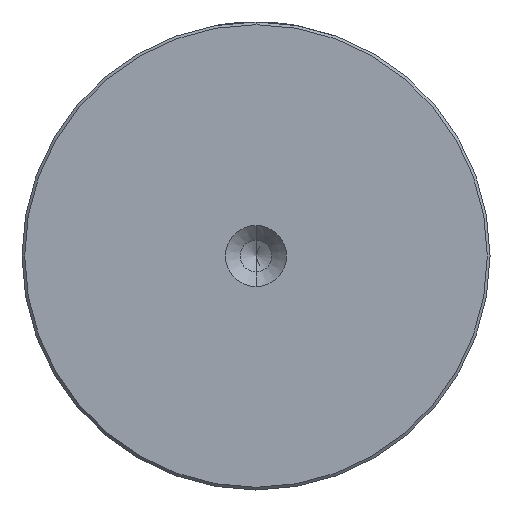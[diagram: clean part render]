
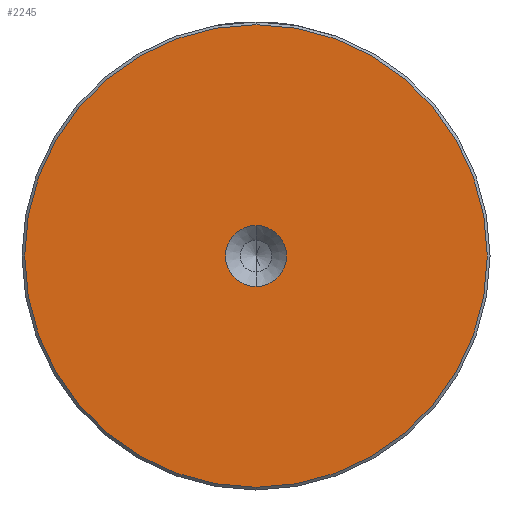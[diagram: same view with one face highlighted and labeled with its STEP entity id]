
A CAD part, left-side view. The second image highlights one B-rep face of the part: STEP entity #2245.
In plain terms, the highlighted planar face has unit normal (-1, 0, 0).
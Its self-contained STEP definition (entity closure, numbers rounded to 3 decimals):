
#79 = DIRECTION ( 'NONE',  ( -1., 0., 0. ) ) ;
#99 = DIRECTION ( 'NONE',  ( -1., 0., 0. ) ) ;
#108 = CIRCLE ( 'NONE', #1779, 42.5 ) ;
#116 = CARTESIAN_POINT ( 'NONE',  ( 0., 0., 0. ) ) ;
#119 = CARTESIAN_POINT ( 'NONE',  ( 0., 0., 0. ) ) ;
#207 = VERTEX_POINT ( 'NONE', #2152 ) ;
#331 = CARTESIAN_POINT ( 'NONE',  ( 0., 0., 42.5 ) ) ;
#335 = DIRECTION ( 'NONE',  ( 0., 0., 1. ) ) ;
#342 = CARTESIAN_POINT ( 'NONE',  ( 0., 0., 0. ) ) ;
#428 = FACE_OUTER_BOUND ( 'NONE', #1444, .T. ) ;
#534 = AXIS2_PLACEMENT_3D ( 'NONE', #342, #2116, #934 ) ;
#809 = CARTESIAN_POINT ( 'NONE',  ( 0., 0., 5.6 ) ) ;
#928 = DIRECTION ( 'NONE',  ( -1., 0., 0. ) ) ;
#934 = DIRECTION ( 'NONE',  ( 0., 0., 1. ) ) ;
#968 = VERTEX_POINT ( 'NONE', #331 ) ;
#969 = EDGE_CURVE ( 'NONE', #207, #968, #108, .T. ) ;
#1087 = VERTEX_POINT ( 'NONE', #1781 ) ;
#1139 = AXIS2_PLACEMENT_3D ( 'NONE', #119, #1501, #335 ) ;
#1148 = VERTEX_POINT ( 'NONE', #809 ) ;
#1245 = AXIS2_PLACEMENT_3D ( 'NONE', #2112, #928, #2309 ) ;
#1263 = CARTESIAN_POINT ( 'NONE',  ( 0., 0., 0. ) ) ;
#1433 = EDGE_CURVE ( 'NONE', #968, #207, #1524, .T. ) ;
#1444 = EDGE_LOOP ( 'NONE', ( #1447, #2141 ) ) ;
#1447 = ORIENTED_EDGE ( 'NONE', *, *, #969, .T. ) ;
#1463 = DIRECTION ( 'NONE',  ( 0., 0., 1. ) ) ;
#1501 = DIRECTION ( 'NONE',  ( -1., 0., 0. ) ) ;
#1524 = CIRCLE ( 'NONE', #1245, 42.5 ) ;
#1712 = DIRECTION ( 'NONE',  ( 0., 0., 1. ) ) ;
#1779 = AXIS2_PLACEMENT_3D ( 'NONE', #116, #99, #1712 ) ;
#1781 = CARTESIAN_POINT ( 'NONE',  ( 0., 0., -5.6 ) ) ;
#1783 = ORIENTED_EDGE ( 'NONE', *, *, #2519, .F. ) ;
#1911 = PLANE ( 'NONE',  #534 ) ;
#1942 = FACE_BOUND ( 'NONE', #1947, .T. ) ;
#1947 = EDGE_LOOP ( 'NONE', ( #1783, #2535 ) ) ;
#2112 = CARTESIAN_POINT ( 'NONE',  ( 0., 0., 0. ) ) ;
#2116 = DIRECTION ( 'NONE',  ( -1., 0., 0. ) ) ;
#2133 = CIRCLE ( 'NONE', #1139, 5.6 ) ;
#2141 = ORIENTED_EDGE ( 'NONE', *, *, #1433, .T. ) ;
#2152 = CARTESIAN_POINT ( 'NONE',  ( 0., 0., -42.5 ) ) ;
#2245 = ADVANCED_FACE ( 'NONE', ( #428, #1942 ), #1911, .T. ) ;
#2309 = DIRECTION ( 'NONE',  ( 0., 0., 1. ) ) ;
#2376 = CIRCLE ( 'NONE', #2508, 5.6 ) ;
#2435 = EDGE_CURVE ( 'NONE', #1087, #1148, #2376, .T. ) ;
#2508 = AXIS2_PLACEMENT_3D ( 'NONE', #1263, #79, #1463 ) ;
#2519 = EDGE_CURVE ( 'NONE', #1148, #1087, #2133, .T. ) ;
#2535 = ORIENTED_EDGE ( 'NONE', *, *, #2435, .F. ) ;
